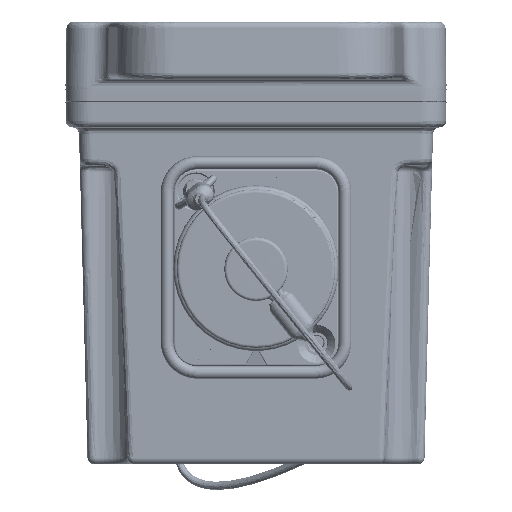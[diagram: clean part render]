
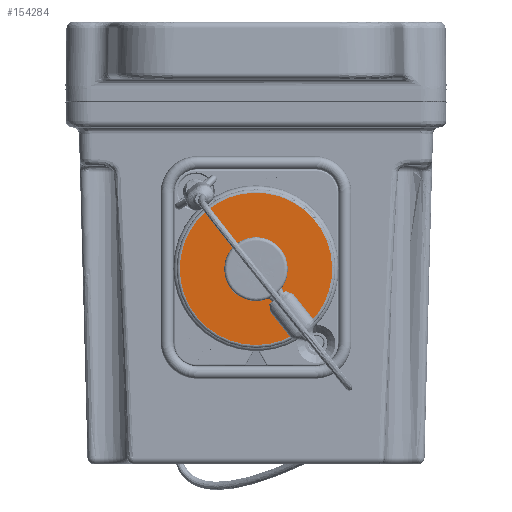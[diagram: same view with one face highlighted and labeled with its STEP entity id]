
A CAD part, left-side view. The second image highlights one B-rep face of the part: STEP entity #154284.
In plain terms, the highlighted planar face has unit normal (-1, 0, -0.026).
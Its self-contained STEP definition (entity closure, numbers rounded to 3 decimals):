
#41473=DIRECTION('',(0.021,-0.621,-0.784));
#41474=VECTOR('',#41473,5.);
#41475=CARTESIAN_POINT('',(-7.695,-5.139,
-30.871));
#41476=LINE('',#41475,#41474);
#41477=CARTESIAN_POINT('',(-7.695,-5.139,
-30.871));
#41478=CARTESIAN_POINT('',(-7.696,-5.118,
-30.845));
#41479=CARTESIAN_POINT('',(-7.697,-5.064,
-30.807));
#41480=CARTESIAN_POINT('',(-7.697,-4.96,
-30.787));
#41481=CARTESIAN_POINT('',(-7.697,-4.84,
-30.798));
#41482=CARTESIAN_POINT('',(-7.696,-4.716,
-30.836));
#41483=CARTESIAN_POINT('',(-7.695,-4.592,
-30.896));
#41484=CARTESIAN_POINT('',(-7.693,-4.509,
-30.952));
#41485=CARTESIAN_POINT('',(-7.692,-4.468,
-30.985));
#41487=CARTESIAN_POINT('',(-7.692,-4.468,
-30.985));
#41488=CARTESIAN_POINT('',(-7.691,-4.428,
-31.016));
#41489=CARTESIAN_POINT('',(-7.69,-4.351,
-31.077));
#41490=CARTESIAN_POINT('',(-7.687,-4.209,
-31.19));
#41491=CARTESIAN_POINT('',(-7.683,-4.044,
-31.321));
#41492=CARTESIAN_POINT('',(-7.679,-3.854,
-31.472));
#41493=CARTESIAN_POINT('',(-7.676,-3.68,
-31.608));
#41494=CARTESIAN_POINT('',(-7.673,-3.518,
-31.736));
#41495=CARTESIAN_POINT('',(-7.67,-3.418,
-31.815));
#41496=CARTESIAN_POINT('',(-7.669,-3.365,
-31.857));
#41498=CARTESIAN_POINT('',(-7.669,-3.365,
-31.857));
#41499=CARTESIAN_POINT('',(-7.668,-3.315,
-31.897));
#41500=CARTESIAN_POINT('',(-7.666,-3.227,
-31.981));
#41501=CARTESIAN_POINT('',(-7.663,-3.131,
-32.112));
#41502=CARTESIAN_POINT('',(-7.659,-3.068,
-32.246));
#41503=CARTESIAN_POINT('',(-7.656,-3.05,
-32.381));
#41504=CARTESIAN_POINT('',(-7.654,-3.076,
-32.453));
#41505=CARTESIAN_POINT('',(-7.653,-3.1,
-32.485));
#41507=DIRECTION('',(0.021,-0.621,-0.784));
#41508=VECTOR('',#41507,5.);
#41509=CARTESIAN_POINT('',(-7.653,-3.1,
-32.485));
#41510=LINE('',#41509,#41508);
#41511=CARTESIAN_POINT('',(-7.55,-6.204,
-36.403));
#41512=CARTESIAN_POINT('',(-7.55,-6.217,
-36.419));
#41513=CARTESIAN_POINT('',(-7.549,-6.244,
-36.448));
#41514=CARTESIAN_POINT('',(-7.549,-6.278,
-36.471));
#41515=CARTESIAN_POINT('',(-7.548,-6.296,
-36.481));
#41517=CARTESIAN_POINT('',(-7.816,0.003,
-26.271));
#41518=DIRECTION('',(-1.,0.,-0.026));
#41519=DIRECTION('',(0.023,-0.502,-0.865));
#41520=AXIS2_PLACEMENT_3D('',#41517,#41518,#41519);
#41522=CARTESIAN_POINT('',(-7.816,0.003,
-26.271));
#41523=DIRECTION('',(1.,0.,0.026));
#41524=DIRECTION('',(0.023,-0.502,-0.865));
#41525=AXIS2_PLACEMENT_3D('',#41522,#41523,#41524);
#41527=CARTESIAN_POINT('',(-7.816,0.003,
-26.271));
#41528=DIRECTION('',(-1.,0.,-0.026));
#41529=DIRECTION('',(0.019,-0.692,-0.721));
#41530=AXIS2_PLACEMENT_3D('',#41527,#41528,#41529);
#41532=CARTESIAN_POINT('',(-7.589,-8.304,
-34.927));
#41533=CARTESIAN_POINT('',(-7.59,-8.299,
-34.901));
#41534=CARTESIAN_POINT('',(-7.591,-8.283,
-34.852));
#41535=CARTESIAN_POINT('',(-7.592,-8.258,
-34.809));
#41536=CARTESIAN_POINT('',(-7.593,-8.242,
-34.79));
#41547=CARTESIAN_POINT('',(-7.816,0.003,
-26.271));
#41548=DIRECTION('',(-1.,0.,-0.026));
#41549=DIRECTION('',(0.023,-0.502,-0.865));
#41550=AXIS2_PLACEMENT_3D('',#41547,#41548,#41549);
#42022=CARTESIAN_POINT('',(-7.816,0.003,
-26.271));
#42023=DIRECTION('',(1.,0.,0.026));
#42024=DIRECTION('',(0.023,-0.502,-0.865));
#42025=AXIS2_PLACEMENT_3D('',#42022,#42023,#42024);
#85663=CARTESIAN_POINT('',(-7.702,-2.506,
-30.594));
#85664=CARTESIAN_POINT('',(-7.929,2.512,
-21.947));
#85665=VERTEX_POINT('',#85663);
#85666=VERTEX_POINT('',#85664);
#85668=CARTESIAN_POINT('',(-7.544,-6.018,
-36.647));
#85670=VERTEX_POINT('',#85668);
#85672=CARTESIAN_POINT('',(-8.087,6.025,
-15.894));
#85674=VERTEX_POINT('',#85672);
#85971=CARTESIAN_POINT('',(-7.695,-5.139,
-30.871));
#85972=CARTESIAN_POINT('',(-7.593,-8.242,
-34.79));
#85973=VERTEX_POINT('',#85971);
#85974=VERTEX_POINT('',#85972);
#85975=CARTESIAN_POINT('',(-7.653,-3.1,
-32.485));
#85976=CARTESIAN_POINT('',(-7.55,-6.204,
-36.403));
#85977=VERTEX_POINT('',#85975);
#85978=VERTEX_POINT('',#85976);
#85979=VERTEX_POINT('',#41515);
#85980=VERTEX_POINT('',#41532);
#85981=VERTEX_POINT('',#41498);
#85982=VERTEX_POINT('',#41487);
#154255=CARTESIAN_POINT('',(-7.816,0.003,
-26.271));
#154256=DIRECTION('',(1.,0.,0.026));
#154257=DIRECTION('',(-0.023,0.502,0.865));
#154258=AXIS2_PLACEMENT_3D('',#154255,#154256,#154257);
#154259=PLANE('',#154258);
#154261=ORIENTED_EDGE('',*,*,#154260,.F.);
#154263=ORIENTED_EDGE('',*,*,#154262,.T.);
#154265=ORIENTED_EDGE('',*,*,#154264,.T.);
#154267=ORIENTED_EDGE('',*,*,#154266,.T.);
#154269=ORIENTED_EDGE('',*,*,#154268,.T.);
#154270=ORIENTED_EDGE('',*,*,#154241,.T.);
#154271=ORIENTED_EDGE('',*,*,#154159,.F.);
#154272=ORIENTED_EDGE('',*,*,#154138,.T.);
#154273=ORIENTED_EDGE('',*,*,#154154,.F.);
#154275=ORIENTED_EDGE('',*,*,#154274,.T.);
#154276=EDGE_LOOP('',(#154261,#154263,#154265,#154267,#154269,#154270,#154271,
#154272,#154273,#154275));
#154277=FACE_OUTER_BOUND('',#154276,.F.);
#154279=ORIENTED_EDGE('',*,*,#154278,.T.);
#154281=ORIENTED_EDGE('',*,*,#154280,.F.);
#154282=EDGE_LOOP('',(#154279,#154281));
#154283=FACE_BOUND('',#154282,.F.);
#154284=ADVANCED_FACE('',(#154277,#154283),#154259,.F.);
#41486=B_SPLINE_CURVE_WITH_KNOTS('',3,(#41477,#41478,#41479,#41480,#41481,
#41482,#41483,#41484,#41485),.UNSPECIFIED.,.F.,.F.,(4,1,1,1,1,1,4),(0.,
0.167,0.333,0.5,0.667,0.833,
1.),.UNSPECIFIED.);
#41497=B_SPLINE_CURVE_WITH_KNOTS('',3,(#41487,#41488,#41489,#41490,#41491,
#41492,#41493,#41494,#41495,#41496),.UNSPECIFIED.,.F.,.F.,(4,1,1,1,1,1,1,4),(
0.,0.094,0.188,0.375,0.563,0.75,0.875,1.),.UNSPECIFIED.);
#41506=B_SPLINE_CURVE_WITH_KNOTS('',3,(#41498,#41499,#41500,#41501,#41502,
#41503,#41504,#41505),.UNSPECIFIED.,.F.,.F.,(4,1,1,1,1,4),(0.,0.2,0.4,
0.6,0.8,1.),.UNSPECIFIED.);
#41516=B_SPLINE_CURVE_WITH_KNOTS('',3,(#41511,#41512,#41513,#41514,#41515),
.UNSPECIFIED.,.F.,.F.,(4,1,4),(0.,0.5,1.),.UNSPECIFIED.);
#41521=CIRCLE('',#41520,12.);
#41526=CIRCLE('',#41525,12.);
#41531=CIRCLE('',#41530,12.);
#41537=B_SPLINE_CURVE_WITH_KNOTS('',3,(#41532,#41533,#41534,#41535,#41536),
.UNSPECIFIED.,.F.,.F.,(4,1,4),(0.,0.5,1.),.UNSPECIFIED.);
#41551=CIRCLE('',#41550,5.);
#42026=CIRCLE('',#42025,5.);
#154138=EDGE_CURVE('',#85670,#85674,#41526,.T.);
#154154=EDGE_CURVE('',#85980,#85674,#41531,.T.);
#154159=EDGE_CURVE('',#85670,#85979,#41521,.T.);
#154241=EDGE_CURVE('',#85978,#85979,#41516,.T.);
#154260=EDGE_CURVE('',#85973,#85974,#41476,.T.);
#154262=EDGE_CURVE('',#85973,#85982,#41486,.T.);
#154264=EDGE_CURVE('',#85982,#85981,#41497,.T.);
#154266=EDGE_CURVE('',#85981,#85977,#41506,.T.);
#154268=EDGE_CURVE('',#85977,#85978,#41510,.T.);
#154274=EDGE_CURVE('',#85980,#85974,#41537,.T.);
#154278=EDGE_CURVE('',#85665,#85666,#41551,.T.);
#154280=EDGE_CURVE('',#85665,#85666,#42026,.T.);
